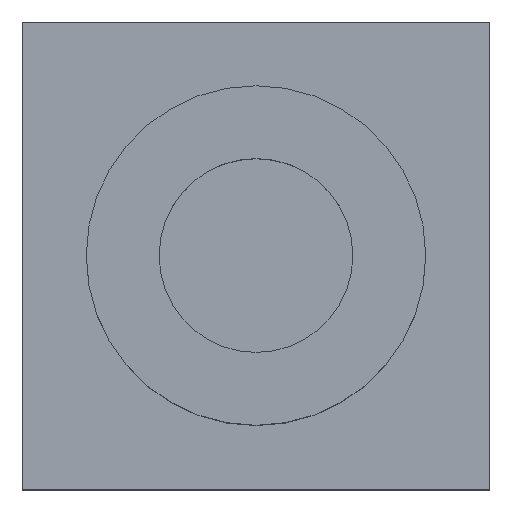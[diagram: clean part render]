
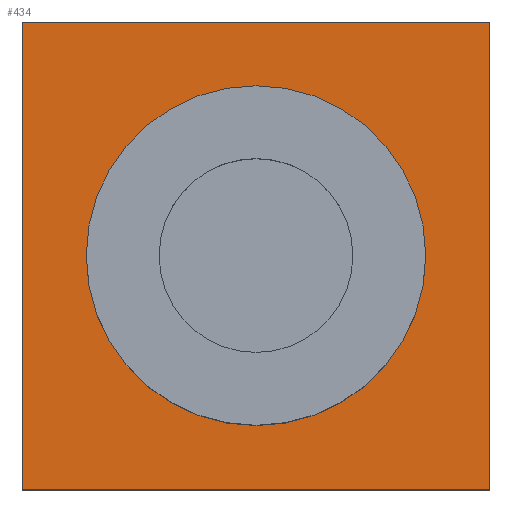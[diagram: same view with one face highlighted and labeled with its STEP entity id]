
A CAD part, top view. The second image highlights one B-rep face of the part: STEP entity #434.
In plain terms, the highlighted planar face has unit normal (0, 0, 1).
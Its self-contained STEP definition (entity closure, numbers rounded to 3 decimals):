
#370 = VERTEX_POINT('',#371);
#371 = CARTESIAN_POINT('',(-35.,-35.,10.));
#386 = VERTEX_POINT('',#387);
#387 = CARTESIAN_POINT('',(-35.,35.,10.));
#393 = EDGE_CURVE('',#370,#386,#394,.T.);
#394 = LINE('',#395,#396);
#395 = CARTESIAN_POINT('',(-35.,-35.,10.));
#396 = VECTOR('',#397,1.);
#397 = DIRECTION('',(0.,1.,0.));
#416 = EDGE_CURVE('',#370,#417,#419,.T.);
#417 = VERTEX_POINT('',#418);
#418 = CARTESIAN_POINT('',(35.,-35.,10.));
#419 = LINE('',#420,#421);
#420 = CARTESIAN_POINT('',(-35.,-35.,10.));
#421 = VECTOR('',#422,1.);
#422 = DIRECTION('',(1.,0.,0.));
#434 = ADVANCED_FACE('',(#435),#453,.T.);
#435 = FACE_BOUND('',#436,.T.);
#436 = EDGE_LOOP('',(#437,#438,#439,#447));
#437 = ORIENTED_EDGE('',*,*,#393,.F.);
#438 = ORIENTED_EDGE('',*,*,#416,.T.);
#439 = ORIENTED_EDGE('',*,*,#440,.T.);
#440 = EDGE_CURVE('',#417,#441,#443,.T.);
#441 = VERTEX_POINT('',#442);
#442 = CARTESIAN_POINT('',(35.,35.,10.));
#443 = LINE('',#444,#445);
#444 = CARTESIAN_POINT('',(35.,-35.,10.));
#445 = VECTOR('',#446,1.);
#446 = DIRECTION('',(0.,1.,0.));
#447 = ORIENTED_EDGE('',*,*,#448,.F.);
#448 = EDGE_CURVE('',#386,#441,#449,.T.);
#449 = LINE('',#450,#451);
#450 = CARTESIAN_POINT('',(-35.,35.,10.));
#451 = VECTOR('',#452,1.);
#452 = DIRECTION('',(1.,0.,0.));
#453 = PLANE('',#454);
#454 = AXIS2_PLACEMENT_3D('',#455,#456,#457);
#455 = CARTESIAN_POINT('',(-35.,-35.,10.));
#456 = DIRECTION('',(0.,0.,1.));
#457 = DIRECTION('',(1.,0.,0.));
